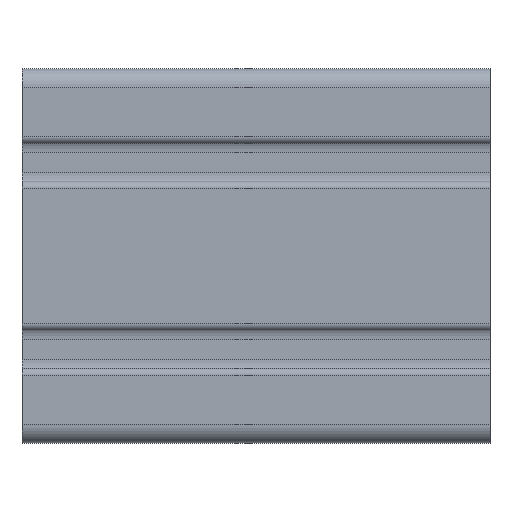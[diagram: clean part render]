
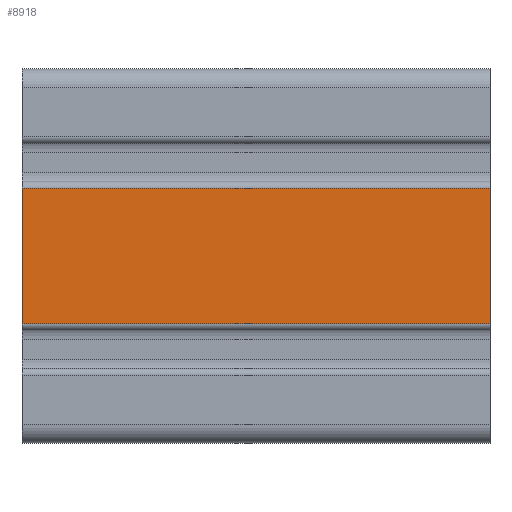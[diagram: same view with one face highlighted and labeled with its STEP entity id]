
A CAD part, front view. The second image highlights one B-rep face of the part: STEP entity #8918.
In plain terms, the highlighted planar face has unit normal (0, -1, 0).
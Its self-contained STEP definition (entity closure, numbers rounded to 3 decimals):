
#166=PLANE('',#9856);
#566=FACE_OUTER_BOUND('',#1021,.T.);
#1021=EDGE_LOOP('',(#6980,#6981,#6982,#6983));
#1752=LINE('',#15040,#2541);
#1753=LINE('',#15043,#2542);
#1754=LINE('',#15045,#2543);
#1755=LINE('',#15046,#2544);
#2541=VECTOR('',#12303,10.);
#2542=VECTOR('',#12306,10.);
#2543=VECTOR('',#12307,10.);
#2544=VECTOR('',#12308,10.);
#4005=VERTEX_POINT('',#15036);
#4006=VERTEX_POINT('',#15038);
#4007=VERTEX_POINT('',#15042);
#4008=VERTEX_POINT('',#15044);
#5266=EDGE_CURVE('',#4005,#4006,#1752,.T.);
#5267=EDGE_CURVE('',#4007,#4005,#1753,.T.);
#5268=EDGE_CURVE('',#4008,#4006,#1754,.T.);
#5269=EDGE_CURVE('',#4007,#4008,#1755,.T.);
#6980=ORIENTED_EDGE('',*,*,#5267,.T.);
#6981=ORIENTED_EDGE('',*,*,#5266,.T.);
#6982=ORIENTED_EDGE('',*,*,#5268,.F.);
#6983=ORIENTED_EDGE('',*,*,#5269,.F.);
#8918=ADVANCED_FACE('',(#566),#166,.T.);
#9856=AXIS2_PLACEMENT_3D('',#15041,#12304,#12305);
#12303=DIRECTION('',(1.,0.,0.));
#12304=DIRECTION('center_axis',(0.,-1.,0.));
#12305=DIRECTION('ref_axis',(0.,0.,-1.));
#12306=DIRECTION('',(0.,0.,-1.));
#12307=DIRECTION('',(0.,0.,-1.));
#12308=DIRECTION('',(1.,0.,0.));
#15036=CARTESIAN_POINT('',(900.,-40.04,-14.566));
#15038=CARTESIAN_POINT('',(1000.,-40.04,-14.566));
#15040=CARTESIAN_POINT('',(0.,-40.04,-14.566));
#15041=CARTESIAN_POINT('Origin',(0.,-40.04,14.434));
#15042=CARTESIAN_POINT('',(900.,-40.04,14.434));
#15043=CARTESIAN_POINT('',(900.,-40.04,14.434));
#15044=CARTESIAN_POINT('',(1000.,-40.04,14.434));
#15045=CARTESIAN_POINT('',(1000.,-40.04,14.434));
#15046=CARTESIAN_POINT('',(0.,-40.04,14.434));
